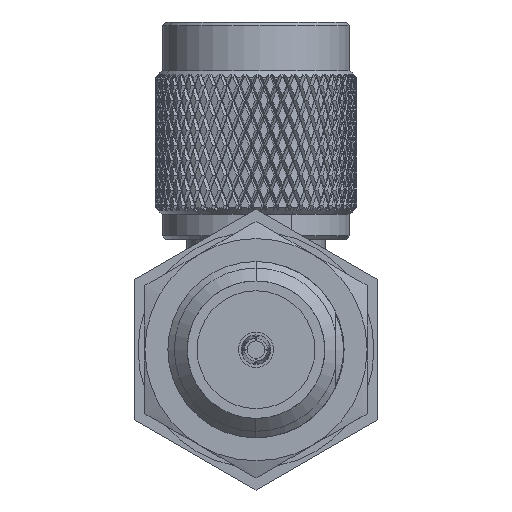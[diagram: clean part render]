
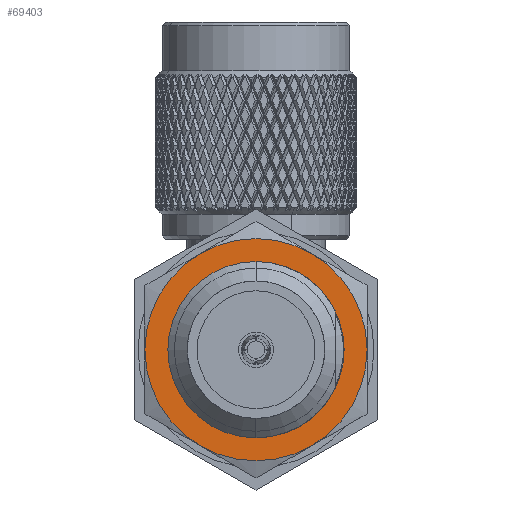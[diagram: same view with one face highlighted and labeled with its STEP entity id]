
A CAD part, left-side view. The second image highlights one B-rep face of the part: STEP entity #69403.
In plain terms, the highlighted planar face has unit normal (-1, 0, 0).
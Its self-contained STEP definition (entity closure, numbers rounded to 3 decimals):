
#6795 = DIRECTION ( 'NONE',  ( 0., 0., 1. ) ) ;
#7579 = EDGE_CURVE ( 'NONE', #80008, #88232, #20642, .T. ) ;
#8146 = CARTESIAN_POINT ( 'NONE',  ( 0.737, -6.929, -4.001 ) ) ;
#8224 = DIRECTION ( 'NONE',  ( -1., 0., 0. ) ) ;
#9452 = CARTESIAN_POINT ( 'NONE',  ( 0.737, 0., 0. ) ) ;
#9474 = AXIS2_PLACEMENT_3D ( 'NONE', #118293, #119520, #15864 ) ;
#10485 = CARTESIAN_POINT ( 'NONE',  ( 0.737, 6.929, -4.001 ) ) ;
#11674 = CIRCLE ( 'NONE', #15408, 8.001 ) ;
#14090 = EDGE_CURVE ( 'NONE', #17455, #32632, #94362, .T. ) ;
#15408 = AXIS2_PLACEMENT_3D ( 'NONE', #26154, #35457, #111821 ) ;
#15864 = DIRECTION ( 'NONE',  ( 0., 0., -1. ) ) ;
#16606 = AXIS2_PLACEMENT_3D ( 'NONE', #9452, #8224, #83946 ) ;
#16779 = DIRECTION ( 'NONE',  ( -1., 0., 0. ) ) ;
#17455 = VERTEX_POINT ( 'NONE', #80174 ) ;
#19084 = ORIENTED_EDGE ( 'NONE', *, *, #14090, .F. ) ;
#19269 = ORIENTED_EDGE ( 'NONE', *, *, #48470, .T. ) ;
#20642 = CIRCLE ( 'NONE', #90054, 8.001 ) ;
#21073 = EDGE_LOOP ( 'NONE', ( #110314, #71281, #34962, #53030, #58435, #19269 ) ) ;
#26038 = DIRECTION ( 'NONE',  ( -1., 0., 0. ) ) ;
#26154 = CARTESIAN_POINT ( 'NONE',  ( 0.737, 0., 0. ) ) ;
#26532 = VERTEX_POINT ( 'NONE', #115406 ) ;
#26626 = DIRECTION ( 'NONE',  ( 0., 0., 1. ) ) ;
#27367 = AXIS2_PLACEMENT_3D ( 'NONE', #39811, #77700, #69600 ) ;
#28917 = CARTESIAN_POINT ( 'NONE',  ( 0.737, 0., 0. ) ) ;
#30547 = CIRCLE ( 'NONE', #119840, 8.001 ) ;
#32632 = VERTEX_POINT ( 'NONE', #98229 ) ;
#33730 = VERTEX_POINT ( 'NONE', #8146 ) ;
#34718 = CARTESIAN_POINT ( 'NONE',  ( 0.737, 0., 0. ) ) ;
#34962 = ORIENTED_EDGE ( 'NONE', *, *, #81592, .T. ) ;
#35077 = DIRECTION ( 'NONE',  ( 0., 0., 1. ) ) ;
#35457 = DIRECTION ( 'NONE',  ( -1., 0., 0. ) ) ;
#39811 = CARTESIAN_POINT ( 'NONE',  ( 0.737, 0., 0. ) ) ;
#39975 = DIRECTION ( 'NONE',  ( -1., 0., 0. ) ) ;
#40811 = AXIS2_PLACEMENT_3D ( 'NONE', #28917, #26038, #6795 ) ;
#42184 = EDGE_CURVE ( 'NONE', #26532, #80008, #57941, .T. ) ;
#43752 = PLANE ( 'NONE',  #9474 ) ;
#44621 = DIRECTION ( 'NONE',  ( -1., 0., 0. ) ) ;
#48470 = EDGE_CURVE ( 'NONE', #88232, #97120, #30547, .T. ) ;
#53030 = ORIENTED_EDGE ( 'NONE', *, *, #42184, .T. ) ;
#55202 = DIRECTION ( 'NONE',  ( 0., 0., 1. ) ) ;
#57941 = CIRCLE ( 'NONE', #69827, 8.001 ) ;
#58435 = ORIENTED_EDGE ( 'NONE', *, *, #7579, .T. ) ;
#61787 = FACE_OUTER_BOUND ( 'NONE', #21073, .T. ) ;
#63734 = ORIENTED_EDGE ( 'NONE', *, *, #105293, .F. ) ;
#68707 = VERTEX_POINT ( 'NONE', #70152 ) ;
#69403 = ADVANCED_FACE ( 'NONE', ( #91571, #61787 ), #43752, .F. ) ;
#69600 = DIRECTION ( 'NONE',  ( 0., 0., 1. ) ) ;
#69827 = AXIS2_PLACEMENT_3D ( 'NONE', #82267, #120151, #35077 ) ;
#70152 = CARTESIAN_POINT ( 'NONE',  ( 0.737, 0., -8.001 ) ) ;
#71027 = AXIS2_PLACEMENT_3D ( 'NONE', #106415, #39975, #115732 ) ;
#71281 = ORIENTED_EDGE ( 'NONE', *, *, #106098, .T. ) ;
#77104 = CARTESIAN_POINT ( 'NONE',  ( 0.737, 6.929, 4.001 ) ) ;
#77700 = DIRECTION ( 'NONE',  ( -1., 0., 0. ) ) ;
#80008 = VERTEX_POINT ( 'NONE', #98314 ) ;
#80174 = CARTESIAN_POINT ( 'NONE',  ( 0.737, 0., 6.35 ) ) ;
#81592 = EDGE_CURVE ( 'NONE', #33730, #26532, #99897, .T. ) ;
#82267 = CARTESIAN_POINT ( 'NONE',  ( 0.737, 0., 0. ) ) ;
#83946 = DIRECTION ( 'NONE',  ( 0., 0., 1. ) ) ;
#88232 = VERTEX_POINT ( 'NONE', #77104 ) ;
#90054 = AXIS2_PLACEMENT_3D ( 'NONE', #122296, #16779, #55202 ) ;
#90094 = EDGE_CURVE ( 'NONE', #97120, #68707, #11674, .T. ) ;
#91571 = FACE_BOUND ( 'NONE', #103267, .T. ) ;
#94362 = CIRCLE ( 'NONE', #40811, 6.35 ) ;
#97120 = VERTEX_POINT ( 'NONE', #10485 ) ;
#98229 = CARTESIAN_POINT ( 'NONE',  ( 0.737, 0., -6.35 ) ) ;
#98314 = CARTESIAN_POINT ( 'NONE',  ( 0.737, 0., 8.001 ) ) ;
#99897 = CIRCLE ( 'NONE', #16606, 8.001 ) ;
#103267 = EDGE_LOOP ( 'NONE', ( #19084, #63734 ) ) ;
#105293 = EDGE_CURVE ( 'NONE', #32632, #17455, #116635, .T. ) ;
#106098 = EDGE_CURVE ( 'NONE', #68707, #33730, #122661, .T. ) ;
#106415 = CARTESIAN_POINT ( 'NONE',  ( 0.737, 0., 0. ) ) ;
#110314 = ORIENTED_EDGE ( 'NONE', *, *, #90094, .T. ) ;
#111821 = DIRECTION ( 'NONE',  ( 0., 0., 1. ) ) ;
#115406 = CARTESIAN_POINT ( 'NONE',  ( 0.737, -6.929, 4.001 ) ) ;
#115732 = DIRECTION ( 'NONE',  ( 0., 0., 1. ) ) ;
#116635 = CIRCLE ( 'NONE', #27367, 6.35 ) ;
#118293 = CARTESIAN_POINT ( 'NONE',  ( 0.737, 0., 0. ) ) ;
#119520 = DIRECTION ( 'NONE',  ( 1., 0., 0. ) ) ;
#119840 = AXIS2_PLACEMENT_3D ( 'NONE', #34718, #44621, #26626 ) ;
#120151 = DIRECTION ( 'NONE',  ( -1., 0., 0. ) ) ;
#122296 = CARTESIAN_POINT ( 'NONE',  ( 0.737, 0., 0. ) ) ;
#122661 = CIRCLE ( 'NONE', #71027, 8.001 ) ;
